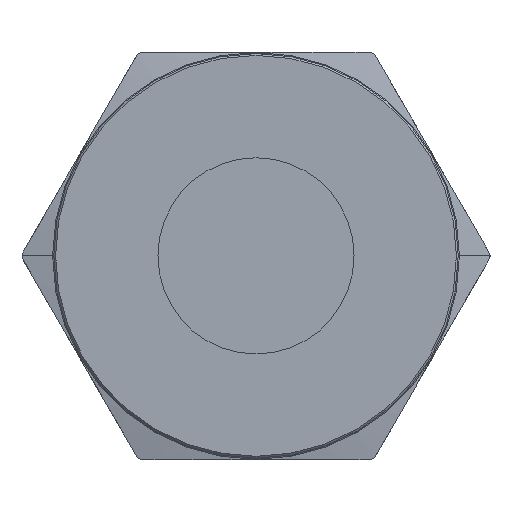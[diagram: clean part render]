
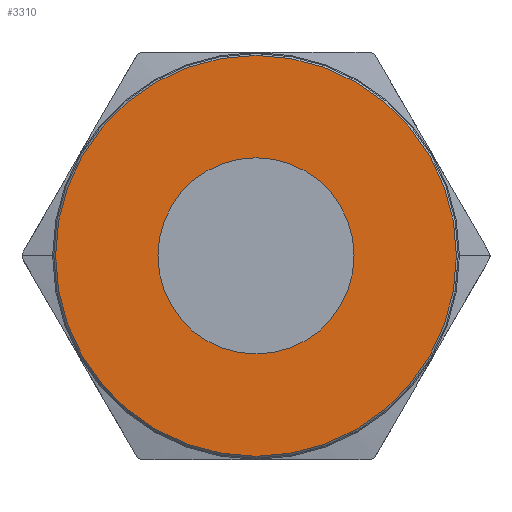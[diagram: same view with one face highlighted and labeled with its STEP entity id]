
A CAD part, top view. The second image highlights one B-rep face of the part: STEP entity #3310.
In plain terms, the highlighted planar face has unit normal (0, 0, 1).
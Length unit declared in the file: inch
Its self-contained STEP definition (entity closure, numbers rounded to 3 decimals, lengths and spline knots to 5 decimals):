
#57 = VERTEX_POINT ( 'NONE', #2592 ) ;
#61 = VERTEX_POINT ( 'NONE', #2574 ) ;
#65 = VERTEX_POINT ( 'NONE', #2773 ) ;
#71 = VERTEX_POINT ( 'NONE', #2767 ) ;
#169 = ORIENTED_EDGE ( 'NONE', *, *, #737, .F. ) ;
#170 = ORIENTED_EDGE ( 'NONE', *, *, #736, .T. ) ;
#171 = ORIENTED_EDGE ( 'NONE', *, *, #651, .T. ) ;
#347 = EDGE_CURVE ( 'NONE', #71, #57, #480, .T. ) ;
#386 = AXIS2_PLACEMENT_3D ( 'NONE', #2532, #2531, #2530 ) ;
#404 = AXIS2_PLACEMENT_3D ( 'NONE', #2805, #2806, #2807 ) ;
#430 = AXIS2_PLACEMENT_3D ( 'NONE', #3277, #3278, #3279 ) ;
#431 = AXIS2_PLACEMENT_3D ( 'NONE', #3282, #3283, #3284 ) ;
#452 = AXIS2_PLACEMENT_3D ( 'NONE', #2140, #2139, #2144 ) ;
#480 = CIRCLE ( 'NONE', #386, 0.542 ) ;
#512 = CIRCLE ( 'NONE', #404, 1.1075 ) ;
#577 = CIRCLE ( 'NONE', #431, 0.542 ) ;
#578 = CIRCLE ( 'NONE', #430, 1.1075 ) ;
#591 = FACE_OUTER_BOUND ( 'NONE', #1702, .T. ) ;
#614 = FACE_BOUND ( 'NONE', #1688, .T. ) ;
#651 = EDGE_CURVE ( 'NONE', #65, #61, #512, .T. ) ;
#736 = EDGE_CURVE ( 'NONE', #61, #65, #578, .T. ) ;
#737 = EDGE_CURVE ( 'NONE', #57, #71, #577, .T. ) ;
#1688 = EDGE_LOOP ( 'NONE', ( #169, #2515 ) ) ;
#1702 = EDGE_LOOP ( 'NONE', ( #170, #171 ) ) ;
#2139 = DIRECTION ( 'NONE',  ( 0., 0., 1. ) ) ;
#2140 = CARTESIAN_POINT ( 'NONE',  ( 0., 0., 0.53 ) ) ;
#2142 = PLANE ( 'NONE',  #452 ) ;
#2144 = DIRECTION ( 'NONE',  ( 1., 0., 0. ) ) ;
#2515 = ORIENTED_EDGE ( 'NONE', *, *, #347, .F. ) ;
#2530 = DIRECTION ( 'NONE',  ( 1., 0., 0. ) ) ;
#2531 = DIRECTION ( 'NONE',  ( 0., 0., 1. ) ) ;
#2532 = CARTESIAN_POINT ( 'NONE',  ( 0., 0., 0.53 ) ) ;
#2574 = CARTESIAN_POINT ( 'NONE',  ( -1.1075, 0., 0.53 ) ) ;
#2592 = CARTESIAN_POINT ( 'NONE',  ( 0.542, 0., 0.53 ) ) ;
#2767 = CARTESIAN_POINT ( 'NONE',  ( -0.542, 0., 0.53 ) ) ;
#2773 = CARTESIAN_POINT ( 'NONE',  ( 1.1075, 0., 0.53 ) ) ;
#2805 = CARTESIAN_POINT ( 'NONE',  ( 0., 0., 0.53 ) ) ;
#2806 = DIRECTION ( 'NONE',  ( 0., 0., 1. ) ) ;
#2807 = DIRECTION ( 'NONE',  ( 1., 0., 0. ) ) ;
#3277 = CARTESIAN_POINT ( 'NONE',  ( 0., 0., 0.53 ) ) ;
#3278 = DIRECTION ( 'NONE',  ( 0., 0., 1. ) ) ;
#3279 = DIRECTION ( 'NONE',  ( 1., 0., 0. ) ) ;
#3282 = CARTESIAN_POINT ( 'NONE',  ( 0., 0., 0.53 ) ) ;
#3283 = DIRECTION ( 'NONE',  ( 0., 0., 1. ) ) ;
#3284 = DIRECTION ( 'NONE',  ( 1., 0., 0. ) ) ;
#3310 = ADVANCED_FACE ( 'NONE', ( #591, #614 ), #2142, .T. ) ;
